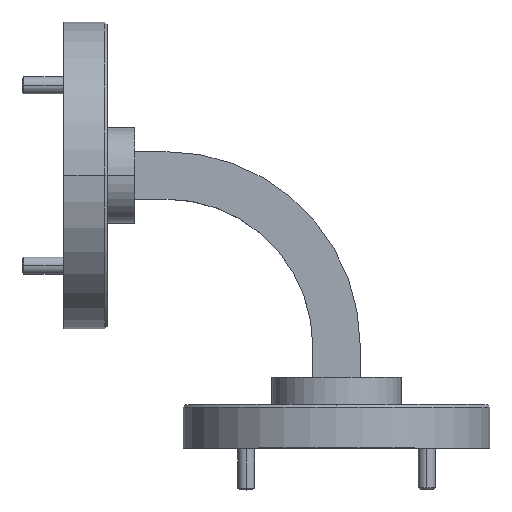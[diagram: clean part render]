
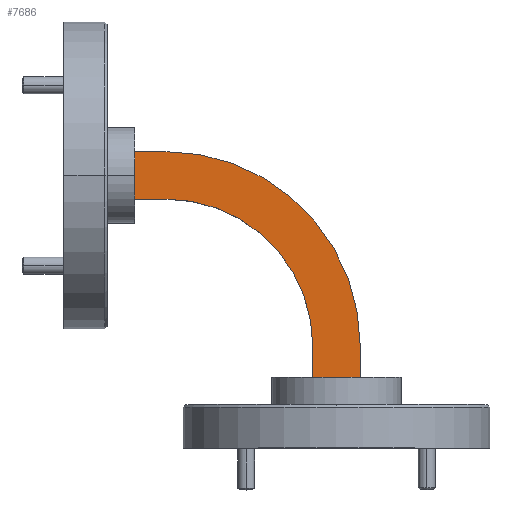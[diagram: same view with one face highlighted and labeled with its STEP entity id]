
A CAD part, top view. The second image highlights one B-rep face of the part: STEP entity #7686.
In plain terms, the highlighted planar face has unit normal (0, 0, 1).
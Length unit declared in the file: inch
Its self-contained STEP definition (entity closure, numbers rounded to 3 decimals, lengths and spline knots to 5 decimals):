
#251 = LINE ( 'NONE', #2989, #2174 ) ;
#815 = EDGE_LOOP ( 'NONE', ( #6481, #5661, #6955, #5325, #6014, #5474, #6441, #2961 ) ) ;
#880 = FACE_OUTER_BOUND ( 'NONE', #815, .T. ) ;
#1022 = LINE ( 'NONE', #3952, #2108 ) ;
#1159 = DIRECTION ( 'NONE',  ( -1., 0., 0. ) ) ;
#1160 = LINE ( 'NONE', #4675, #3695 ) ;
#1488 = DIRECTION ( 'NONE',  ( 1., 0., 0. ) ) ;
#1499 = VERTEX_POINT ( 'NONE', #2792 ) ;
#1510 = DIRECTION ( 'NONE',  ( 0., 0., -1. ) ) ;
#1538 = EDGE_CURVE ( 'NONE', #2209, #4390, #1022, .T. ) ;
#1550 = DIRECTION ( 'NONE',  ( -1., 0., 0. ) ) ;
#1728 = CIRCLE ( 'NONE', #3900, 0.538 ) ;
#1857 = CARTESIAN_POINT ( 'NONE',  ( 0.375, -0.625, 0.134 ) ) ;
#1903 = VERTEX_POINT ( 'NONE', #2100 ) ;
#1914 = EDGE_CURVE ( 'NONE', #1903, #4421, #5930, .T. ) ;
#2100 = CARTESIAN_POINT ( 'NONE',  ( 0.375, 0.087, 0.134 ) ) ;
#2108 = VECTOR ( 'NONE', #6407, 39.37008 ) ;
#2174 = VECTOR ( 'NONE', #3778, 39.37008 ) ;
#2209 = VERTEX_POINT ( 'NONE', #7628 ) ;
#2472 = CARTESIAN_POINT ( 'NONE',  ( 0.913, -0.74, 0.134 ) ) ;
#2473 = CARTESIAN_POINT ( 'NONE',  ( 0.26, -0.087, 0.134 ) ) ;
#2629 = CARTESIAN_POINT ( 'NONE',  ( 1.087, -0.625, 0.134 ) ) ;
#2792 = CARTESIAN_POINT ( 'NONE',  ( 1.087, -0.74, 0.134 ) ) ;
#2944 = VECTOR ( 'NONE', #3505, 39.37008 ) ;
#2961 = ORIENTED_EDGE ( 'NONE', *, *, #2983, .T. ) ;
#2983 = EDGE_CURVE ( 'NONE', #1903, #5544, #4797, .T. ) ;
#2989 = CARTESIAN_POINT ( 'NONE',  ( 1.087, -0.625, 0.134 ) ) ;
#3505 = DIRECTION ( 'NONE',  ( 0., 1., 0. ) ) ;
#3594 = EDGE_CURVE ( 'NONE', #7040, #5066, #5430, .T. ) ;
#3695 = VECTOR ( 'NONE', #4157, 39.37008 ) ;
#3778 = DIRECTION ( 'NONE',  ( 0., -1., 0. ) ) ;
#3900 = AXIS2_PLACEMENT_3D ( 'NONE', #1857, #6734, #1159 ) ;
#3952 = CARTESIAN_POINT ( 'NONE',  ( 0.913, -0.625, 0.134 ) ) ;
#4157 = DIRECTION ( 'NONE',  ( -1., 0., 0. ) ) ;
#4390 = VERTEX_POINT ( 'NONE', #2472 ) ;
#4421 = VERTEX_POINT ( 'NONE', #2629 ) ;
#4598 = EDGE_CURVE ( 'NONE', #7040, #2209, #1728, .T. ) ;
#4675 = CARTESIAN_POINT ( 'NONE',  ( 0.375, -0.74, 0.134 ) ) ;
#4797 = LINE ( 'NONE', #7195, #6798 ) ;
#5021 = PLANE ( 'NONE',  #7127 ) ;
#5066 = VERTEX_POINT ( 'NONE', #2473 ) ;
#5079 = CARTESIAN_POINT ( 'NONE',  ( 0.26, 0.087, 0.134 ) ) ;
#5325 = ORIENTED_EDGE ( 'NONE', *, *, #1538, .T. ) ;
#5430 = LINE ( 'NONE', #6482, #7360 ) ;
#5474 = ORIENTED_EDGE ( 'NONE', *, *, #5940, .F. ) ;
#5544 = VERTEX_POINT ( 'NONE', #5079 ) ;
#5661 = ORIENTED_EDGE ( 'NONE', *, *, #3594, .F. ) ;
#5925 = DIRECTION ( 'NONE',  ( -1., 0., 0. ) ) ;
#5930 = CIRCLE ( 'NONE', #7322, 0.712 ) ;
#5940 = EDGE_CURVE ( 'NONE', #4421, #1499, #251, .T. ) ;
#6014 = ORIENTED_EDGE ( 'NONE', *, *, #6163, .F. ) ;
#6163 = EDGE_CURVE ( 'NONE', #1499, #4390, #1160, .T. ) ;
#6406 = DIRECTION ( 'NONE',  ( 0., 0., 1. ) ) ;
#6407 = DIRECTION ( 'NONE',  ( 0., -1., 0. ) ) ;
#6441 = ORIENTED_EDGE ( 'NONE', *, *, #1914, .F. ) ;
#6481 = ORIENTED_EDGE ( 'NONE', *, *, #6905, .F. ) ;
#6482 = CARTESIAN_POINT ( 'NONE',  ( 0.375, -0.087, 0.134 ) ) ;
#6505 = CARTESIAN_POINT ( 'NONE',  ( 0.26, -0.087, 0.134 ) ) ;
#6686 = DIRECTION ( 'NONE',  ( -1., 0., 0. ) ) ;
#6734 = DIRECTION ( 'NONE',  ( 0., 0., -1. ) ) ;
#6798 = VECTOR ( 'NONE', #6686, 39.37008 ) ;
#6898 = CARTESIAN_POINT ( 'NONE',  ( 0.375, -0.087, 0.134 ) ) ;
#6905 = EDGE_CURVE ( 'NONE', #5066, #5544, #6980, .T. ) ;
#6955 = ORIENTED_EDGE ( 'NONE', *, *, #4598, .T. ) ;
#6980 = LINE ( 'NONE', #6505, #2944 ) ;
#7000 = CARTESIAN_POINT ( 'NONE',  ( 0.375, -0.625, 0.134 ) ) ;
#7040 = VERTEX_POINT ( 'NONE', #6898 ) ;
#7127 = AXIS2_PLACEMENT_3D ( 'NONE', #7546, #6406, #1488 ) ;
#7195 = CARTESIAN_POINT ( 'NONE',  ( 0.375, 0.087, 0.134 ) ) ;
#7322 = AXIS2_PLACEMENT_3D ( 'NONE', #7000, #1510, #1550 ) ;
#7360 = VECTOR ( 'NONE', #5925, 39.37008 ) ;
#7546 = CARTESIAN_POINT ( 'NONE',  ( 0.375, -0.087, 0.134 ) ) ;
#7628 = CARTESIAN_POINT ( 'NONE',  ( 0.913, -0.625, 0.134 ) ) ;
#7686 = ADVANCED_FACE ( 'NONE', ( #880 ), #5021, .T. ) ;
